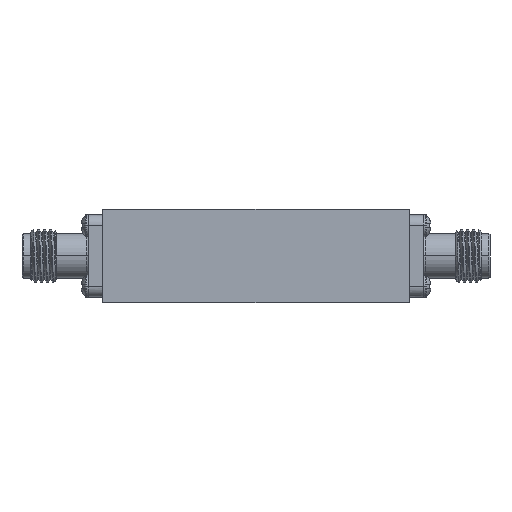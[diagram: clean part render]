
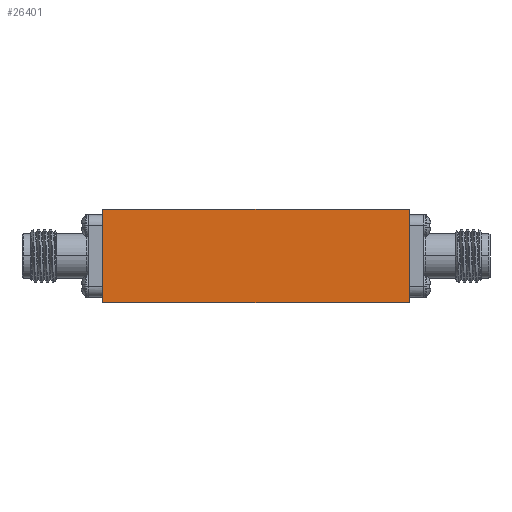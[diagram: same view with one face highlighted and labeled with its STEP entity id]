
A CAD part, left-side view. The second image highlights one B-rep face of the part: STEP entity #26401.
In plain terms, the highlighted planar face has unit normal (-1, 0, 0).
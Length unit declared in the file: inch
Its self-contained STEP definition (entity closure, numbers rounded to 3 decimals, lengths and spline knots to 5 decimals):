
#73 = DIRECTION ( 'NONE',  ( 1., 0., 0. ) ) ;
#2628 = CARTESIAN_POINT ( 'NONE',  ( -1.61417, -0.70866, 0.21654 ) ) ;
#3248 = VECTOR ( 'NONE', #11012, 39.37008 ) ;
#4276 = VERTEX_POINT ( 'NONE', #6732 ) ;
#5219 = VECTOR ( 'NONE', #25678, 39.37008 ) ;
#6732 = CARTESIAN_POINT ( 'NONE',  ( -1.61417, -0.70866, 0.21654 ) ) ;
#7048 = CARTESIAN_POINT ( 'NONE',  ( -1.61417, -0.70866, -0.21654 ) ) ;
#8050 = EDGE_LOOP ( 'NONE', ( #14343, #20970, #27963, #9403 ) ) ;
#9290 = VERTEX_POINT ( 'NONE', #18192 ) ;
#9403 = ORIENTED_EDGE ( 'NONE', *, *, #17726, .T. ) ;
#10163 = CARTESIAN_POINT ( 'NONE',  ( -1.61417, -0.70866, 0.21654 ) ) ;
#10544 = EDGE_CURVE ( 'NONE', #13263, #11101, #30935, .T. ) ;
#11012 = DIRECTION ( 'NONE',  ( 0., 0., -1. ) ) ;
#11101 = VERTEX_POINT ( 'NONE', #7048 ) ;
#11235 = VECTOR ( 'NONE', #29361, 39.37008 ) ;
#13040 = VECTOR ( 'NONE', #13057, 39.37008 ) ;
#13057 = DIRECTION ( 'NONE',  ( 0., 0., -1. ) ) ;
#13263 = VERTEX_POINT ( 'NONE', #14704 ) ;
#13600 = EDGE_CURVE ( 'NONE', #9290, #4276, #21532, .T. ) ;
#14343 = ORIENTED_EDGE ( 'NONE', *, *, #10544, .T. ) ;
#14704 = CARTESIAN_POINT ( 'NONE',  ( -1.61417, 0.70866, -0.21654 ) ) ;
#17726 = EDGE_CURVE ( 'NONE', #9290, #13263, #27994, .T. ) ;
#18011 = LINE ( 'NONE', #10163, #13040 ) ;
#18192 = CARTESIAN_POINT ( 'NONE',  ( -1.61417, 0.70866, 0.21654 ) ) ;
#20970 = ORIENTED_EDGE ( 'NONE', *, *, #30222, .F. ) ;
#21532 = LINE ( 'NONE', #28886, #11235 ) ;
#22706 = AXIS2_PLACEMENT_3D ( 'NONE', #2628, #73, #24716 ) ;
#23435 = CARTESIAN_POINT ( 'NONE',  ( -1.61417, -0.70866, -0.21654 ) ) ;
#24716 = DIRECTION ( 'NONE',  ( 0., 0., -1. ) ) ;
#25678 = DIRECTION ( 'NONE',  ( 0., -1., 0. ) ) ;
#26401 = ADVANCED_FACE ( 'NONE', ( #29822 ), #26960, .F. ) ;
#26960 = PLANE ( 'NONE',  #22706 ) ;
#27963 = ORIENTED_EDGE ( 'NONE', *, *, #13600, .F. ) ;
#27994 = LINE ( 'NONE', #30394, #3248 ) ;
#28886 = CARTESIAN_POINT ( 'NONE',  ( -1.61417, -0.70866, 0.21654 ) ) ;
#29361 = DIRECTION ( 'NONE',  ( 0., -1., 0. ) ) ;
#29822 = FACE_OUTER_BOUND ( 'NONE', #8050, .T. ) ;
#30222 = EDGE_CURVE ( 'NONE', #4276, #11101, #18011, .T. ) ;
#30394 = CARTESIAN_POINT ( 'NONE',  ( -1.61417, 0.70866, 0.21654 ) ) ;
#30935 = LINE ( 'NONE', #23435, #5219 ) ;
